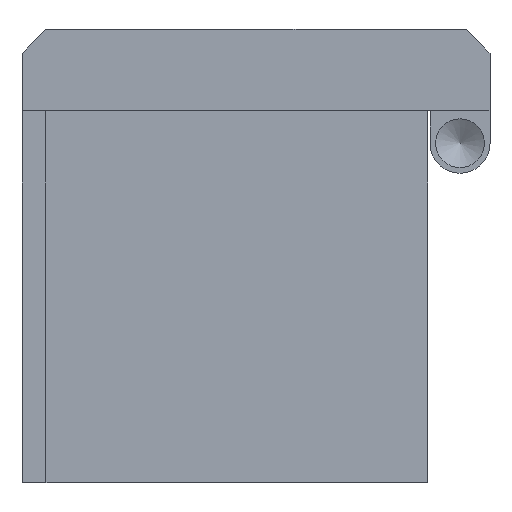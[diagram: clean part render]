
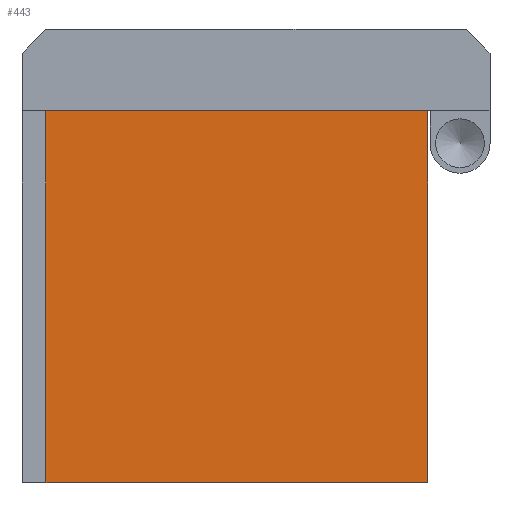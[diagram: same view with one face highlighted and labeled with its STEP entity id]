
A CAD part, front view. The second image highlights one B-rep face of the part: STEP entity #443.
In plain terms, the highlighted planar face has unit normal (0, -1, 0).
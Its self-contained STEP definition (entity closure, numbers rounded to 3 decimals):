
#36=FACE_OUTER_BOUND('',#59,.T.);
#59=EDGE_LOOP('',(#358,#359,#360,#361,#362,#363));
#103=LINE('',#661,#160);
#111=LINE('',#677,#168);
#118=LINE('',#690,#175);
#119=LINE('',#693,#176);
#120=LINE('',#694,#177);
#121=LINE('',#695,#178);
#160=VECTOR('',#532,10.);
#168=VECTOR('',#544,10.);
#175=VECTOR('',#555,10.);
#176=VECTOR('',#558,10.);
#177=VECTOR('',#559,10.);
#178=VECTOR('',#560,10.);
#209=VERTEX_POINT('',#658);
#210=VERTEX_POINT('',#660);
#215=VERTEX_POINT('',#673);
#216=VERTEX_POINT('',#675);
#220=VERTEX_POINT('',#688);
#221=VERTEX_POINT('',#692);
#259=EDGE_CURVE('',#209,#210,#103,.T.);
#267=EDGE_CURVE('',#215,#216,#111,.T.);
#274=EDGE_CURVE('',#220,#216,#118,.T.);
#275=EDGE_CURVE('',#221,#220,#119,.T.);
#276=EDGE_CURVE('',#210,#221,#120,.T.);
#277=EDGE_CURVE('',#209,#215,#121,.T.);
#358=ORIENTED_EDGE('',*,*,#274,.F.);
#359=ORIENTED_EDGE('',*,*,#275,.F.);
#360=ORIENTED_EDGE('',*,*,#276,.F.);
#361=ORIENTED_EDGE('',*,*,#259,.F.);
#362=ORIENTED_EDGE('',*,*,#277,.T.);
#363=ORIENTED_EDGE('',*,*,#267,.T.);
#423=PLANE('',#468);
#443=ADVANCED_FACE('',(#36),#423,.T.);
#468=AXIS2_PLACEMENT_3D('',#691,#556,#557);
#532=DIRECTION('',(-1.,0.,0.));
#544=DIRECTION('',(-1.,0.,0.));
#555=DIRECTION('',(0.,0.,1.));
#556=DIRECTION('center_axis',(0.,-1.,0.));
#557=DIRECTION('ref_axis',(-1.,0.,0.));
#558=DIRECTION('',(-1.,0.,0.));
#559=DIRECTION('',(0.,0.,-1.));
#560=DIRECTION('',(0.,0.,1.));
#658=CARTESIAN_POINT('',(14.5,13.,8.201));
#660=CARTESIAN_POINT('',(14.3,13.,8.201));
#661=CARTESIAN_POINT('',(15.75,13.,8.201));
#673=CARTESIAN_POINT('',(14.5,13.,13.201));
#675=CARTESIAN_POINT('',(-17.5,13.,13.201));
#677=CARTESIAN_POINT('',(14.3,13.,13.201));
#688=CARTESIAN_POINT('',(-17.5,13.,-22.799));
#690=CARTESIAN_POINT('',(-17.5,13.,8.201));
#691=CARTESIAN_POINT('Origin',(14.3,13.,8.201));
#692=CARTESIAN_POINT('',(14.3,13.,-22.799));
#693=CARTESIAN_POINT('',(-17.5,13.,-22.799));
#694=CARTESIAN_POINT('',(14.3,13.,8.201));
#695=CARTESIAN_POINT('',(14.5,13.,8.201));
